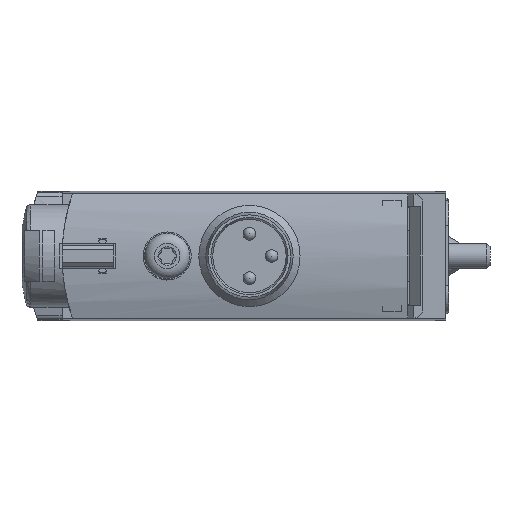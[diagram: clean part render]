
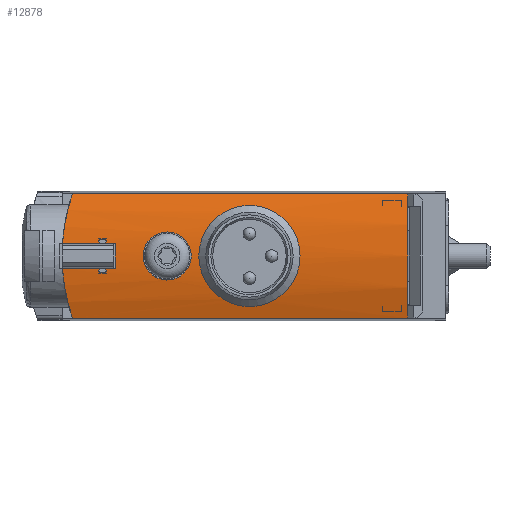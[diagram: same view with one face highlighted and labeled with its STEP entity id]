
A CAD part, left-side view. The second image highlights one B-rep face of the part: STEP entity #12878.
In plain terms, the highlighted cylindrical face has radius 15 mm (diameter 30 mm), a partial arc.
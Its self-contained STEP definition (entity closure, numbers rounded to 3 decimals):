
#1036=CIRCLE('',#15701,15.);
#1037=CIRCLE('',#15702,15.);
#1038=CIRCLE('',#15703,15.);
#1039=CIRCLE('',#15704,15.);
#1040=CIRCLE('',#15705,15.);
#1041=CIRCLE('',#15707,15.);
#1193=ELLIPSE('',#15700,21.213,15.);
#1194=ELLIPSE('',#15706,21.213,15.);
#1907=LINE('',#23036,#3018);
#1908=LINE('',#23041,#3019);
#1909=LINE('',#23045,#3020);
#1910=LINE('',#23049,#3021);
#1911=LINE('',#23053,#3022);
#1912=LINE('',#23057,#3023);
#1913=LINE('',#23061,#3024);
#1914=LINE('',#23065,#3025);
#3018=VECTOR('',#18738,1000.);
#3019=VECTOR('',#18741,1000.);
#3020=VECTOR('',#18744,1000.);
#3021=VECTOR('',#18747,1000.);
#3022=VECTOR('',#18750,1000.);
#3023=VECTOR('',#18753,1000.);
#3024=VECTOR('',#18756,1000.);
#3025=VECTOR('',#18759,1000.);
#6031=ORIENTED_EDGE('',*,*,#8473,.F.);
#6032=ORIENTED_EDGE('',*,*,#8474,.F.);
#6033=ORIENTED_EDGE('',*,*,#8475,.T.);
#6034=ORIENTED_EDGE('',*,*,#8476,.T.);
#6035=ORIENTED_EDGE('',*,*,#8477,.T.);
#6036=ORIENTED_EDGE('',*,*,#8478,.T.);
#6037=ORIENTED_EDGE('',*,*,#8479,.T.);
#6038=ORIENTED_EDGE('',*,*,#8480,.T.);
#6039=ORIENTED_EDGE('',*,*,#8481,.T.);
#6040=ORIENTED_EDGE('',*,*,#8482,.T.);
#6041=ORIENTED_EDGE('',*,*,#8483,.T.);
#6042=ORIENTED_EDGE('',*,*,#8484,.T.);
#6043=ORIENTED_EDGE('',*,*,#8485,.T.);
#6044=ORIENTED_EDGE('',*,*,#8486,.T.);
#6045=ORIENTED_EDGE('',*,*,#8487,.T.);
#6046=ORIENTED_EDGE('',*,*,#8488,.T.);
#6047=ORIENTED_EDGE('',*,*,#8489,.T.);
#6048=ORIENTED_EDGE('',*,*,#8490,.F.);
#8473=EDGE_CURVE('',#9906,#9906,#10424,.T.);
#8474=EDGE_CURVE('',#9907,#9908,#1907,.T.);
#8475=EDGE_CURVE('',#9907,#9909,#1193,.T.);
#8476=EDGE_CURVE('',#9909,#9910,#1908,.T.);
#8477=EDGE_CURVE('',#9910,#9911,#1036,.F.);
#8478=EDGE_CURVE('',#9911,#9912,#1909,.T.);
#8479=EDGE_CURVE('',#9912,#9913,#1037,.F.);
#8480=EDGE_CURVE('',#9913,#9914,#1910,.T.);
#8481=EDGE_CURVE('',#9914,#9915,#1038,.F.);
#8482=EDGE_CURVE('',#9915,#9916,#1911,.F.);
#8483=EDGE_CURVE('',#9916,#9917,#1039,.F.);
#8484=EDGE_CURVE('',#9917,#9918,#1912,.F.);
#8485=EDGE_CURVE('',#9918,#9919,#1040,.F.);
#8486=EDGE_CURVE('',#9919,#9920,#1913,.F.);
#8487=EDGE_CURVE('',#9920,#9921,#1194,.T.);
#8488=EDGE_CURVE('',#9921,#9922,#1914,.T.);
#8489=EDGE_CURVE('',#9922,#9908,#1041,.T.);
#8490=EDGE_CURVE('',#9923,#9923,#10425,.T.);
#9906=VERTEX_POINT('',#23035);
#9907=VERTEX_POINT('',#23037);
#9908=VERTEX_POINT('',#23038);
#9909=VERTEX_POINT('',#23040);
#9910=VERTEX_POINT('',#23042);
#9911=VERTEX_POINT('',#23044);
#9912=VERTEX_POINT('',#23046);
#9913=VERTEX_POINT('',#23048);
#9914=VERTEX_POINT('',#23050);
#9915=VERTEX_POINT('',#23052);
#9916=VERTEX_POINT('',#23054);
#9917=VERTEX_POINT('',#23056);
#9918=VERTEX_POINT('',#23058);
#9919=VERTEX_POINT('',#23060);
#9920=VERTEX_POINT('',#23062);
#9921=VERTEX_POINT('',#23064);
#9922=VERTEX_POINT('',#23066);
#9923=VERTEX_POINT('',#23079);
#10424=B_SPLINE_CURVE_WITH_KNOTS('',3,(#23024,#23025,#23026,#23027,#23028,
#23029,#23030,#23031,#23032,#23033,#23034),.UNSPECIFIED.,.T.,.F.,(1,1,1,
1,1,1,1,1,1,1,1,1,1,1,1),(-0.004,-0.003,-0.001,
0.,0.001,0.003,0.004,0.006,
0.007,0.009,0.01,0.012,
0.013,0.015,0.016),.UNSPECIFIED.);
#10425=B_SPLINE_CURVE_WITH_KNOTS('',3,(#23068,#23069,#23070,#23071,#23072,
#23073,#23074,#23075,#23076,#23077,#23078),.UNSPECIFIED.,.T.,.F.,(1,1,1,
1,1,1,1,1,1,1,1,1,1,1,1),(-0.008,-0.006,-0.003,
0.,0.003,0.006,0.008,0.011,
0.014,0.017,0.02,0.023,
0.025,0.028,0.031),.UNSPECIFIED.);
#11047=EDGE_LOOP('',(#6031));
#11048=EDGE_LOOP('',(#6032,#6033,#6034,#6035,#6036,#6037,#6038,#6039,#6040,
#6041,#6042,#6043,#6044,#6045,#6046,#6047));
#11049=EDGE_LOOP('',(#6048));
#11912=FACE_BOUND('',#11047,.T.);
#11913=FACE_BOUND('',#11048,.T.);
#11914=FACE_BOUND('',#11049,.T.);
#12302=CYLINDRICAL_SURFACE('',#15699,15.);
#12878=ADVANCED_FACE('',(#11912,#11913,#11914),#12302,.T.);
#15699=AXIS2_PLACEMENT_3D('',#23023,#18736,#18737);
#15700=AXIS2_PLACEMENT_3D('',#23039,#18739,#18740);
#15701=AXIS2_PLACEMENT_3D('',#23043,#18742,#18743);
#15702=AXIS2_PLACEMENT_3D('',#23047,#18745,#18746);
#15703=AXIS2_PLACEMENT_3D('',#23051,#18748,#18749);
#15704=AXIS2_PLACEMENT_3D('',#23055,#18751,#18752);
#15705=AXIS2_PLACEMENT_3D('',#23059,#18754,#18755);
#15706=AXIS2_PLACEMENT_3D('',#23063,#18757,#18758);
#15707=AXIS2_PLACEMENT_3D('',#23067,#18760,#18761);
#18736=DIRECTION('',(0.,-1.,0.));
#18737=DIRECTION('',(0.,0.,-1.));
#18738=DIRECTION('',(0.,-1.,0.));
#18739=DIRECTION('',(0.707,-0.707,0.));
#18740=DIRECTION('',(-0.707,-0.707,0.));
#18741=DIRECTION('',(0.,-1.,0.));
#18742=DIRECTION('',(0.,-1.,0.));
#18743=DIRECTION('',(0.,0.,-1.));
#18744=DIRECTION('',(0.,-1.,0.));
#18745=DIRECTION('',(0.,1.,0.));
#18746=DIRECTION('',(0.,0.,1.));
#18747=DIRECTION('',(0.,-1.,0.));
#18748=DIRECTION('',(0.,1.,0.));
#18749=DIRECTION('',(0.,0.,1.));
#18750=DIRECTION('',(0.,-1.,0.));
#18751=DIRECTION('',(0.,1.,0.));
#18752=DIRECTION('',(0.,0.,1.));
#18753=DIRECTION('',(0.,-1.,0.));
#18754=DIRECTION('',(0.,-1.,0.));
#18755=DIRECTION('',(0.,0.,-1.));
#18756=DIRECTION('',(0.,-1.,0.));
#18757=DIRECTION('',(0.707,-0.707,0.));
#18758=DIRECTION('',(-0.707,-0.707,0.));
#18759=DIRECTION('',(0.,-1.,0.));
#18760=DIRECTION('',(0.,1.,0.));
#18761=DIRECTION('',(1.,0.,0.));
#23023=CARTESIAN_POINT('',(-5.1,27.5,0.));
#23024=CARTESIAN_POINT('',(9.84,17.509,-1.488));
#23025=CARTESIAN_POINT('',(9.749,19.,-2.106));
#23026=CARTESIAN_POINT('',(9.84,20.489,-1.488));
#23027=CARTESIAN_POINT('',(9.93,21.105,-0.002));
#23028=CARTESIAN_POINT('',(9.84,20.49,1.489));
#23029=CARTESIAN_POINT('',(9.749,19.,2.105));
#23030=CARTESIAN_POINT('',(9.84,17.513,1.49));
#23031=CARTESIAN_POINT('',(9.93,16.894,0.002));
#23032=CARTESIAN_POINT('',(9.84,17.509,-1.488));
#23033=CARTESIAN_POINT('',(9.749,19.,-2.106));
#23034=CARTESIAN_POINT('',(9.84,20.489,-1.488));
#23035=CARTESIAN_POINT('',(9.779,19.,-1.9));
#23036=CARTESIAN_POINT('',(9.077,27.5,-4.9));
#23037=CARTESIAN_POINT('',(9.077,26.477,-4.9));
#23038=CARTESIAN_POINT('',(9.077,0.,-4.9));
#23039=CARTESIAN_POINT('',(-5.1,12.3,0.));
#23040=CARTESIAN_POINT('',(9.867,27.267,-1.));
#23041=CARTESIAN_POINT('',(9.867,27.5,-1.));
#23042=CARTESIAN_POINT('',(9.867,24.4,-1.));
#23043=CARTESIAN_POINT('',(-5.1,24.4,0.));
#23044=CARTESIAN_POINT('',(9.839,24.4,-1.35));
#23045=CARTESIAN_POINT('',(9.839,27.5,-1.35));
#23046=CARTESIAN_POINT('',(9.839,23.8,-1.35));
#23047=CARTESIAN_POINT('',(-5.1,23.8,0.));
#23048=CARTESIAN_POINT('',(9.867,23.8,-1.));
#23049=CARTESIAN_POINT('',(9.867,27.5,-1.));
#23050=CARTESIAN_POINT('',(9.867,23.1,-1.));
#23051=CARTESIAN_POINT('',(-5.1,23.1,0.));
#23052=CARTESIAN_POINT('',(9.867,23.1,1.));
#23053=CARTESIAN_POINT('',(9.867,27.5,1.));
#23054=CARTESIAN_POINT('',(9.867,23.8,1.));
#23055=CARTESIAN_POINT('',(-5.1,23.8,0.));
#23056=CARTESIAN_POINT('',(9.839,23.8,1.35));
#23057=CARTESIAN_POINT('',(9.839,27.5,1.35));
#23058=CARTESIAN_POINT('',(9.839,24.4,1.35));
#23059=CARTESIAN_POINT('',(-5.1,24.4,0.));
#23060=CARTESIAN_POINT('',(9.867,24.4,1.));
#23061=CARTESIAN_POINT('',(9.867,27.5,1.));
#23062=CARTESIAN_POINT('',(9.867,27.267,1.));
#23063=CARTESIAN_POINT('',(-5.1,12.3,0.));
#23064=CARTESIAN_POINT('',(9.077,26.477,4.9));
#23065=CARTESIAN_POINT('',(9.077,27.5,4.9));
#23066=CARTESIAN_POINT('',(9.077,0.,4.9));
#23067=CARTESIAN_POINT('',(-5.1,0.,0.));
#23068=CARTESIAN_POINT('',(9.684,15.324,2.819));
#23069=CARTESIAN_POINT('',(9.35,12.499,3.99));
#23070=CARTESIAN_POINT('',(9.684,9.679,2.819));
#23071=CARTESIAN_POINT('',(10.008,8.511,0.004));
#23072=CARTESIAN_POINT('',(9.684,9.679,-2.822));
#23073=CARTESIAN_POINT('',(9.351,12.498,-3.988));
#23074=CARTESIAN_POINT('',(9.683,15.318,-2.824));
#23075=CARTESIAN_POINT('',(10.008,16.49,-0.002));
#23076=CARTESIAN_POINT('',(9.684,15.324,2.819));
#23077=CARTESIAN_POINT('',(9.35,12.499,3.99));
#23078=CARTESIAN_POINT('',(9.684,9.679,2.819));
#23079=CARTESIAN_POINT('',(9.462,12.5,3.6));
